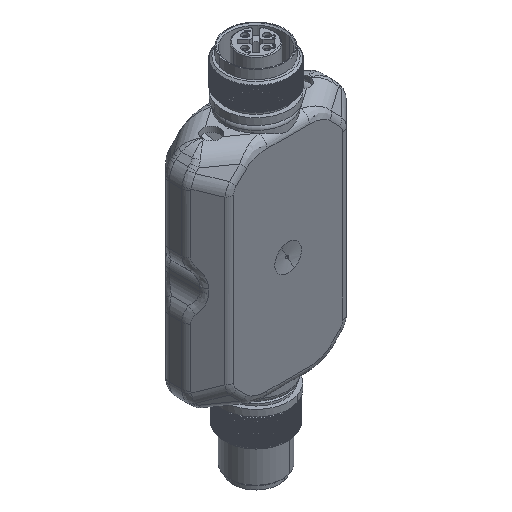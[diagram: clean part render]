
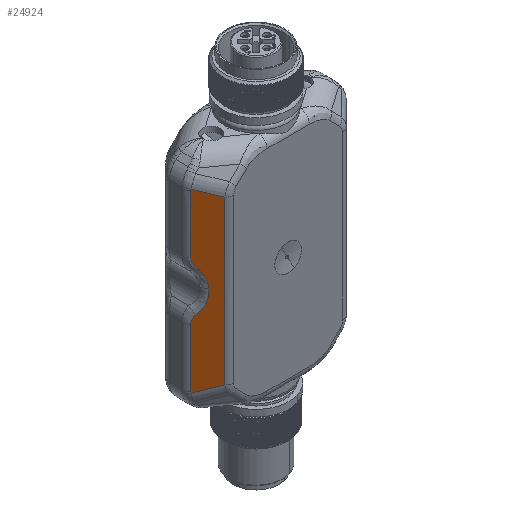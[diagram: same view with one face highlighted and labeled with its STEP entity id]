
A CAD part, isometric view. The second image highlights one B-rep face of the part: STEP entity #24924.
In plain terms, the highlighted planar face has unit normal (-0.707, -0.707, 0).
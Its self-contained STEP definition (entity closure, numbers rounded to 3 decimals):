
#24835=AXIS2_PLACEMENT_3D('Plane Axis2P3D',#24832,#24833,#24834) ;
#17455=CARTESIAN_POINT('Vertex',(4.414,0.886,26.793)) ;
#17486=CARTESIAN_POINT('Vertex',(4.414,0.886,63.207)) ;
#17489=CARTESIAN_POINT('Line Origine',(4.414,0.886,45.)) ;
#18650=CARTESIAN_POINT('Line Origine',(2.47,2.83,25.988)) ;
#18654=CARTESIAN_POINT('Vertex',(0.607,4.693,25.216)) ;
#19393=CARTESIAN_POINT('Vertex',(0.607,4.693,64.784)) ;
#19396=CARTESIAN_POINT('Line Origine',(2.468,2.832,64.013)) ;
#24832=CARTESIAN_POINT('Axis2P3D Location',(5.,0.3,9.3)) ;
#24838=CARTESIAN_POINT('Control Point',(0.607,4.693,64.784)) ;
#24839=CARTESIAN_POINT('Control Point',(0.593,4.707,64.667)) ;
#24840=CARTESIAN_POINT('Control Point',(0.586,4.714,64.548)) ;
#24841=CARTESIAN_POINT('Control Point',(0.586,4.714,64.429)) ;
#24842=CARTESIAN_POINT('Vertex',(0.586,4.714,64.429)) ;
#24845=CARTESIAN_POINT('Line Origine',(0.586,4.714,45.)) ;
#24849=CARTESIAN_POINT('Vertex',(0.586,4.714,51.429)) ;
#24853=CARTESIAN_POINT('Control Point',(0.586,4.714,51.429)) ;
#24854=CARTESIAN_POINT('Control Point',(0.586,4.714,50.93)) ;
#24855=CARTESIAN_POINT('Control Point',(0.698,4.602,50.432)) ;
#24856=CARTESIAN_POINT('Control Point',(0.912,4.388,49.995)) ;
#24857=CARTESIAN_POINT('Control Point',(1.186,4.114,49.629)) ;
#24858=CARTESIAN_POINT('Vertex',(1.186,4.114,49.629)) ;
#24862=CARTESIAN_POINT('Control Point',(2.586,2.714,45.429)) ;
#24863=CARTESIAN_POINT('Control Point',(2.586,2.714,46.401)) ;
#24864=CARTESIAN_POINT('Control Point',(2.416,2.884,47.374)) ;
#24865=CARTESIAN_POINT('Control Point',(2.083,3.217,48.242)) ;
#24866=CARTESIAN_POINT('Control Point',(1.666,3.634,48.989)) ;
#24867=CARTESIAN_POINT('Control Point',(1.186,4.114,49.629)) ;
#24868=CARTESIAN_POINT('Vertex',(2.586,2.714,45.429)) ;
#24871=CARTESIAN_POINT('Line Origine',(2.586,2.714,45.)) ;
#24875=CARTESIAN_POINT('Vertex',(2.586,2.714,44.571)) ;
#24879=CARTESIAN_POINT('Control Point',(1.186,4.114,40.371)) ;
#24880=CARTESIAN_POINT('Control Point',(1.666,3.634,41.011)) ;
#24881=CARTESIAN_POINT('Control Point',(2.082,3.218,41.756)) ;
#24882=CARTESIAN_POINT('Control Point',(2.417,2.883,42.627)) ;
#24883=CARTESIAN_POINT('Control Point',(2.586,2.714,43.6)) ;
#24884=CARTESIAN_POINT('Control Point',(2.586,2.714,44.571)) ;
#24885=CARTESIAN_POINT('Vertex',(1.186,4.114,40.371)) ;
#24889=CARTESIAN_POINT('Control Point',(1.186,4.114,40.371)) ;
#24890=CARTESIAN_POINT('Control Point',(0.912,4.388,40.006)) ;
#24891=CARTESIAN_POINT('Control Point',(0.698,4.602,39.569)) ;
#24892=CARTESIAN_POINT('Control Point',(0.586,4.714,39.07)) ;
#24893=CARTESIAN_POINT('Control Point',(0.586,4.714,38.571)) ;
#24894=CARTESIAN_POINT('Vertex',(0.586,4.714,38.571)) ;
#24897=CARTESIAN_POINT('Line Origine',(0.586,4.714,45.)) ;
#24901=CARTESIAN_POINT('Vertex',(0.586,4.714,25.571)) ;
#24905=CARTESIAN_POINT('Control Point',(0.586,4.714,25.571)) ;
#24906=CARTESIAN_POINT('Control Point',(0.586,4.714,25.452)) ;
#24907=CARTESIAN_POINT('Control Point',(0.593,4.707,25.333)) ;
#24908=CARTESIAN_POINT('Control Point',(0.607,4.693,25.216)) ;
#17490=DIRECTION('Vector Direction',(0.,0.,1.)) ;
#18651=DIRECTION('Vector Direction',(-0.679,0.679,-0.281)) ;
#19397=DIRECTION('Vector Direction',(-0.679,0.679,0.281)) ;
#24833=DIRECTION('Axis2P3D Direction',(-0.707,-0.707,0.)) ;
#24834=DIRECTION('Axis2P3D XDirection',(0.,0.,1.)) ;
#24846=DIRECTION('Vector Direction',(0.,0.,1.)) ;
#24872=DIRECTION('Vector Direction',(0.,0.,1.)) ;
#24898=DIRECTION('Vector Direction',(0.,0.,1.)) ;
#17491=VECTOR('Line Direction',#17490,1.) ;
#18652=VECTOR('Line Direction',#18651,1.) ;
#19398=VECTOR('Line Direction',#19397,1.) ;
#24847=VECTOR('Line Direction',#24846,1.) ;
#24873=VECTOR('Line Direction',#24872,1.) ;
#24899=VECTOR('Line Direction',#24898,1.) ;
#24911=ORIENTED_EDGE('',*,*,#18656,.F.) ;
#24912=ORIENTED_EDGE('',*,*,#17493,.T.) ;
#24913=ORIENTED_EDGE('',*,*,#19400,.T.) ;
#24914=ORIENTED_EDGE('',*,*,#24844,.F.) ;
#24915=ORIENTED_EDGE('',*,*,#24851,.F.) ;
#24916=ORIENTED_EDGE('',*,*,#24860,.F.) ;
#24917=ORIENTED_EDGE('',*,*,#24870,.F.) ;
#24918=ORIENTED_EDGE('',*,*,#24877,.F.) ;
#24919=ORIENTED_EDGE('',*,*,#24887,.F.) ;
#24920=ORIENTED_EDGE('',*,*,#24896,.F.) ;
#24921=ORIENTED_EDGE('',*,*,#24903,.F.) ;
#24922=ORIENTED_EDGE('',*,*,#24909,.F.) ;
#24924=ADVANCED_FACE('Hauptk\X2\00F6\X0\rper',(#24923),#24836,.T.) ;
#24837=B_SPLINE_CURVE_WITH_KNOTS('',3,(#24838,#24839,#24840,#24841),.UNSPECIFIED.,.F.,.U.,(4,4),(13.903,14.596),.UNSPECIFIED.) ;
#24852=B_SPLINE_CURVE_WITH_KNOTS('',4,(#24853,#24854,#24855,#24856,#24857),.UNSPECIFIED.,.F.,.U.,(5,5),(14.594,18.47),.UNSPECIFIED.) ;
#24861=B_SPLINE_CURVE_WITH_KNOTS('',5,(#24862,#24863,#24864,#24865,#24866,#24867),.UNSPECIFIED.,.F.,.U.,(6,6),(10.634,16.604),.UNSPECIFIED.) ;
#24878=B_SPLINE_CURVE_WITH_KNOTS('',5,(#24879,#24880,#24881,#24882,#24883,#24884),.UNSPECIFIED.,.F.,.U.,(6,6),(4.662,10.632),.UNSPECIFIED.) ;
#24888=B_SPLINE_CURVE_WITH_KNOTS('',4,(#24889,#24890,#24891,#24892,#24893),.UNSPECIFIED.,.F.,.U.,(5,5),(10.72,14.596),.UNSPECIFIED.) ;
#24904=B_SPLINE_CURVE_WITH_KNOTS('',3,(#24905,#24906,#24907,#24908),.UNSPECIFIED.,.F.,.U.,(4,4),(14.595,15.288),.UNSPECIFIED.) ;
#17493=EDGE_CURVE('',#17456,#17487,#17492,.T.) ;
#18656=EDGE_CURVE('',#17456,#18655,#18653,.T.) ;
#19400=EDGE_CURVE('',#17487,#19394,#19399,.T.) ;
#24844=EDGE_CURVE('',#24843,#19394,#24837,.F.) ;
#24851=EDGE_CURVE('',#24850,#24843,#24848,.T.) ;
#24860=EDGE_CURVE('',#24859,#24850,#24852,.F.) ;
#24870=EDGE_CURVE('',#24869,#24859,#24861,.T.) ;
#24877=EDGE_CURVE('',#24876,#24869,#24874,.T.) ;
#24887=EDGE_CURVE('',#24886,#24876,#24878,.T.) ;
#24896=EDGE_CURVE('',#24895,#24886,#24888,.F.) ;
#24903=EDGE_CURVE('',#24902,#24895,#24900,.T.) ;
#24909=EDGE_CURVE('',#18655,#24902,#24904,.F.) ;
#24910=EDGE_LOOP('',(#24911,#24912,#24913,#24914,#24915,#24916,#24917,#24918,#24919,#24920,#24921,#24922)) ;
#24923=FACE_OUTER_BOUND('',#24910,.T.) ;
#17492=LINE('Line',#17489,#17491) ;
#18653=LINE('Line',#18650,#18652) ;
#19399=LINE('Line',#19396,#19398) ;
#24848=LINE('Line',#24845,#24847) ;
#24874=LINE('Line',#24871,#24873) ;
#24900=LINE('Line',#24897,#24899) ;
#24836=PLANE('',#24835) ;
#17456=VERTEX_POINT('',#17455) ;
#17487=VERTEX_POINT('',#17486) ;
#18655=VERTEX_POINT('',#18654) ;
#19394=VERTEX_POINT('',#19393) ;
#24843=VERTEX_POINT('',#24842) ;
#24850=VERTEX_POINT('',#24849) ;
#24859=VERTEX_POINT('',#24858) ;
#24869=VERTEX_POINT('',#24868) ;
#24876=VERTEX_POINT('',#24875) ;
#24886=VERTEX_POINT('',#24885) ;
#24895=VERTEX_POINT('',#24894) ;
#24902=VERTEX_POINT('',#24901) ;
